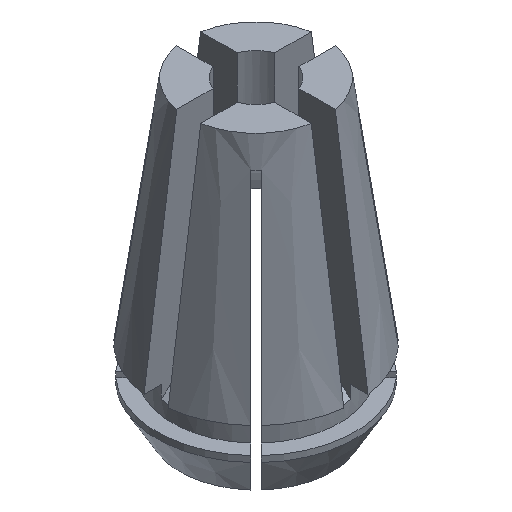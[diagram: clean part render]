
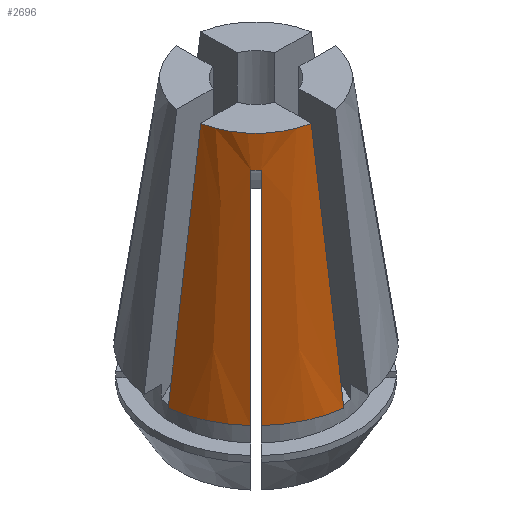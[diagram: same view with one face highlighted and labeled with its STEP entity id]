
A CAD part, isometric view. The second image highlights one B-rep face of the part: STEP entity #2696.
In plain terms, the highlighted conical face has half-angle 8 degrees and reference radius 10.45 mm.
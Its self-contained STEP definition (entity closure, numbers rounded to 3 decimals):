
#28 = DIRECTION ( 'NONE',  ( -1., 0., 0. ) ) ;
#140 = EDGE_CURVE ( 'NONE', #3004, #146, #2465, .T. ) ;
#146 = VERTEX_POINT ( 'NONE', #411 ) ;
#181 = ORIENTED_EDGE ( 'NONE', *, *, #1041, .T. ) ;
#209 = CARTESIAN_POINT ( 'NONE',  ( -7.649, -7.119, -23.9 ) ) ;
#213 = CARTESIAN_POINT ( 'NONE',  ( -5.041, -5.571, -3.007 ) ) ;
#217 = VERTEX_POINT ( 'NONE', #2842 ) ;
#237 = AXIS2_PLACEMENT_3D ( 'NONE', #1491, #2838, #419 ) ;
#289 = AXIS2_PLACEMENT_3D ( 'NONE', #556, #3113, #1526 ) ;
#411 = CARTESIAN_POINT ( 'NONE',  ( -1.25, -10.375, -23.9 ) ) ;
#415 = CARTESIAN_POINT ( 'NONE',  ( -5.403, -5.225, -2.998 ) ) ;
#419 = DIRECTION ( 'NONE',  ( 1., 0., 0. ) ) ;
#454 = ORIENTED_EDGE ( 'NONE', *, *, #1926, .T. ) ;
#480 = CARTESIAN_POINT ( 'NONE',  ( -6.19, -5.659, -9.221 ) ) ;
#498 = B_SPLINE_CURVE_WITH_KNOTS ( 'NONE', 3,
 ( #2344, #2576, #480, #1538, #2614, #2063, #209 ),
 .UNSPECIFIED., .F., .F.,
 ( 4, 3, 4 ),
 ( 0.003, 0.012, 0.024 ),
 .UNSPECIFIED. ) ;
#545 = CARTESIAN_POINT ( 'NONE',  ( -7.119, -7.649, -23.9 ) ) ;
#556 = CARTESIAN_POINT ( 'NONE',  ( 0., 0., 0. ) ) ;
#563 = CARTESIAN_POINT ( 'NONE',  ( -6.98, -1.25, 0. ) ) ;
#575 = VERTEX_POINT ( 'NONE', #2871 ) ;
#670 = CARTESIAN_POINT ( 'NONE',  ( -7.119, -7.649, -23.9 ) ) ;
#693 = CARTESIAN_POINT ( 'NONE',  ( -5.041, -5.571, -3.007 ) ) ;
#771 = CARTESIAN_POINT ( 'NONE',  ( -1.25, -10.375, -23.9 ) ) ;
#787 = AXIS2_PLACEMENT_3D ( 'NONE', #2798, #987, #2310 ) ;
#851 = EDGE_CURVE ( 'NONE', #217, #575, #498, .T. ) ;
#875 = ORIENTED_EDGE ( 'NONE', *, *, #2621, .T. ) ;
#906 = CARTESIAN_POINT ( 'NONE',  ( -6.352, -6.882, -16.185 ) ) ;
#928 = B_SPLINE_CURVE_WITH_KNOTS ( 'NONE', 3,
 ( #1847, #2655, #2377, #771 ),
 .UNSPECIFIED., .F., .F.,
 ( 4, 4 ),
 ( 0.023, 0.047 ),
 .UNSPECIFIED. ) ;
#953 = CARTESIAN_POINT ( 'NONE',  ( -5.224, -5.404, -2.998 ) ) ;
#978 = B_SPLINE_CURVE_WITH_KNOTS ( 'NONE', 3,
 ( #2457, #2730, #1961, #2491, #906, #2815, #545 ),
 .UNSPECIFIED., .F., .F.,
 ( 4, 3, 4 ),
 ( 0.003, 0.012, 0.024 ),
 .UNSPECIFIED. ) ;
#987 = DIRECTION ( 'NONE',  ( 0., 0., 1. ) ) ;
#1041 = EDGE_CURVE ( 'NONE', #1696, #1598, #2332, .T. ) ;
#1069 = CARTESIAN_POINT ( 'NONE',  ( -10.375, -1.25, -23.9 ) ) ;
#1074 = EDGE_LOOP ( 'NONE', ( #1480, #1544, #454, #2143, #2619, #1271, #181, #875 ) ) ;
#1271 = ORIENTED_EDGE ( 'NONE', *, *, #2739, .F. ) ;
#1288 = DIRECTION ( 'NONE',  ( 0., 0., -1. ) ) ;
#1480 = ORIENTED_EDGE ( 'NONE', *, *, #851, .F. ) ;
#1491 = CARTESIAN_POINT ( 'NONE',  ( 0., 0., -23.9 ) ) ;
#1526 = DIRECTION ( 'NONE',  ( 1., 0., 0. ) ) ;
#1538 = CARTESIAN_POINT ( 'NONE',  ( -6.499, -5.968, -12.327 ) ) ;
#1544 = ORIENTED_EDGE ( 'NONE', *, *, #3055, .T. ) ;
#1575 = VERTEX_POINT ( 'NONE', #213 ) ;
#1598 = VERTEX_POINT ( 'NONE', #1069 ) ;
#1649 = EDGE_CURVE ( 'NONE', #3428, #146, #928, .T. ) ;
#1696 = VERTEX_POINT ( 'NONE', #563 ) ;
#1737 = B_SPLINE_CURVE_WITH_KNOTS ( 'NONE', 3,
 ( #2283, #415, #953, #693 ),
 .UNSPECIFIED., .F., .F.,
 ( 4, 4 ),
 ( 0.004, 0.005 ),
 .UNSPECIFIED. ) ;
#1847 = CARTESIAN_POINT ( 'NONE',  ( -1.25, -6.98, 0. ) ) ;
#1926 = EDGE_CURVE ( 'NONE', #1575, #3004, #978, .T. ) ;
#1961 = CARTESIAN_POINT ( 'NONE',  ( -5.659, -6.19, -9.221 ) ) ;
#2044 = CARTESIAN_POINT ( 'NONE',  ( 0., 0., -23.9 ) ) ;
#2063 = CARTESIAN_POINT ( 'NONE',  ( -7.266, -6.736, -20.042 ) ) ;
#2104 = CARTESIAN_POINT ( 'NONE',  ( -6.98, -1.25, 0. ) ) ;
#2143 = ORIENTED_EDGE ( 'NONE', *, *, #140, .T. ) ;
#2283 = CARTESIAN_POINT ( 'NONE',  ( -5.571, -5.041, -3.007 ) ) ;
#2310 = DIRECTION ( 'NONE',  ( 1., 0., 0. ) ) ;
#2332 = B_SPLINE_CURVE_WITH_KNOTS ( 'NONE', 3,
 ( #2104, #2340, #2611, #3441 ),
 .UNSPECIFIED., .F., .F.,
 ( 4, 4 ),
 ( 0.023, 0.047 ),
 .UNSPECIFIED. ) ;
#2340 = CARTESIAN_POINT ( 'NONE',  ( -8.117, -1.25, -7.966 ) ) ;
#2344 = CARTESIAN_POINT ( 'NONE',  ( -5.571, -5.041, -3.007 ) ) ;
#2377 = CARTESIAN_POINT ( 'NONE',  ( -1.25, -9.247, -15.933 ) ) ;
#2404 = CARTESIAN_POINT ( 'NONE',  ( -1.25, -6.98, 0. ) ) ;
#2457 = CARTESIAN_POINT ( 'NONE',  ( -5.041, -5.571, -3.007 ) ) ;
#2465 = CIRCLE ( 'NONE', #787, 10.45 ) ;
#2467 = CIRCLE ( 'NONE', #237, 10.45 ) ;
#2471 = AXIS2_PLACEMENT_3D ( 'NONE', #2044, #1288, #28 ) ;
#2491 = CARTESIAN_POINT ( 'NONE',  ( -5.968, -6.499, -12.327 ) ) ;
#2513 = CONICAL_SURFACE ( 'NONE', #2471, 10.45, 0.14 ) ;
#2576 = CARTESIAN_POINT ( 'NONE',  ( -5.88, -5.35, -6.114 ) ) ;
#2611 = CARTESIAN_POINT ( 'NONE',  ( -9.247, -1.25, -15.933 ) ) ;
#2614 = CARTESIAN_POINT ( 'NONE',  ( -6.882, -6.352, -16.185 ) ) ;
#2619 = ORIENTED_EDGE ( 'NONE', *, *, #1649, .F. ) ;
#2621 = EDGE_CURVE ( 'NONE', #1598, #575, #2467, .T. ) ;
#2655 = CARTESIAN_POINT ( 'NONE',  ( -1.25, -8.117, -7.966 ) ) ;
#2696 = ADVANCED_FACE ( 'NONE', ( #3353 ), #2513, .T. ) ;
#2730 = CARTESIAN_POINT ( 'NONE',  ( -5.35, -5.88, -6.114 ) ) ;
#2739 = EDGE_CURVE ( 'NONE', #1696, #3428, #2848, .T. ) ;
#2798 = CARTESIAN_POINT ( 'NONE',  ( 0., 0., -23.9 ) ) ;
#2815 = CARTESIAN_POINT ( 'NONE',  ( -6.736, -7.266, -20.042 ) ) ;
#2838 = DIRECTION ( 'NONE',  ( 0., 0., 1. ) ) ;
#2842 = CARTESIAN_POINT ( 'NONE',  ( -5.571, -5.041, -3.007 ) ) ;
#2848 = CIRCLE ( 'NONE', #289, 7.091 ) ;
#2871 = CARTESIAN_POINT ( 'NONE',  ( -7.649, -7.119, -23.9 ) ) ;
#3004 = VERTEX_POINT ( 'NONE', #670 ) ;
#3055 = EDGE_CURVE ( 'NONE', #217, #1575, #1737, .T. ) ;
#3113 = DIRECTION ( 'NONE',  ( 0., 0., 1. ) ) ;
#3353 = FACE_OUTER_BOUND ( 'NONE', #1074, .T. ) ;
#3428 = VERTEX_POINT ( 'NONE', #2404 ) ;
#3441 = CARTESIAN_POINT ( 'NONE',  ( -10.375, -1.25, -23.9 ) ) ;
